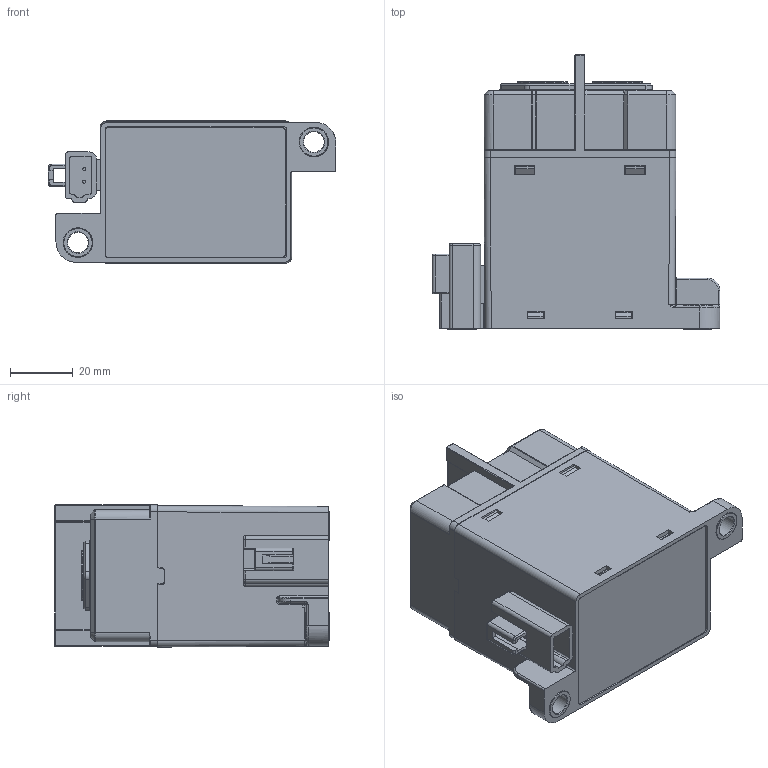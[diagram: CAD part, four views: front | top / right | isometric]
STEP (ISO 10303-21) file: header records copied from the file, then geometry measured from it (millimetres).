
FILE_DESCRIPTION((''),'2;1');
FILE_NAME('ASM0001_ASM','2022-05-11T15:13:18',('enkim'),(''),'CREO PARAMETRIC BY PTC INC, 2020354','CREO PARAMETRIC BY PTC INC, 2020354','');
FILE_SCHEMA(('CONFIG_CONTROL_DESIGN'));
Length unit declared in the file: millimetre
Products named in the file (13): PRODUCT2_1_PRODUCT2_1_PRODUC-_1; PRODUCT2_1_PRODUCT2_1_PRODU-2_1; 52_BODY_2_1; 54626604001_ASM_1_46_MAIN_1; 72316604101_TOTAL_ASS_Y_SUB_G_1_ASM; FRAME_LOWER_ST_10_8_1; 59416604001_RING_FRAME_G-1450_1; 59416604001_RING_FRAME_G-1456_1; 62666604102_TERMINAL_PIN_A1_G_1; 62666604103_TERMINAL_PIN_A2_G_1; 54626604102_FRAME_ASSY_LOWER__2_ASM; ASM0002_ASM; ASM0001_ASM
Assembly tree (12 placements, depth 4):
  ASM0001_ASM
    72316604101_TOTAL_ASS_Y_SUB_G_1_ASM
      PRODUCT2_1_PRODUCT2_1_PRODUC-_1
      PRODUCT2_1_PRODUCT2_1_PRODU-2_1
      52_BODY_2_1
      54626604001_ASM_1_46_MAIN_1
    ASM0002_ASM
      54626604102_FRAME_ASSY_LOWER__2_ASM
        FRAME_LOWER_ST_10_8_1
        59416604001_RING_FRAME_G-1450_1
        59416604001_RING_FRAME_G-1456_1
        62666604102_TERMINAL_PIN_A1_G_1
        62666604103_TERMINAL_PIN_A2_G_1
Bounding box: 91.5 x 87.2 x 45.2 mm (x, y, z)
Volume: 43981.7 mm3; surface area: 58054.4 mm2
Topology: 9 solids, 9 shells, 1118 faces, 2960 edges, 1838 vertices
Faces by surface type: plane 580, cylinder 312, cone 83, torus 61, sphere 42, bspline 39, revolution 1
Entity records: 35557 total; most frequent: CARTESIAN_POINT 7530, DIRECTION 5822, ORIENTED_EDGE 5816, EDGE_CURVE 2908, AXIS2_PLACEMENT_3D 1942, VECTOR 1937, LINE 1937, VERTEX_POINT 1838
